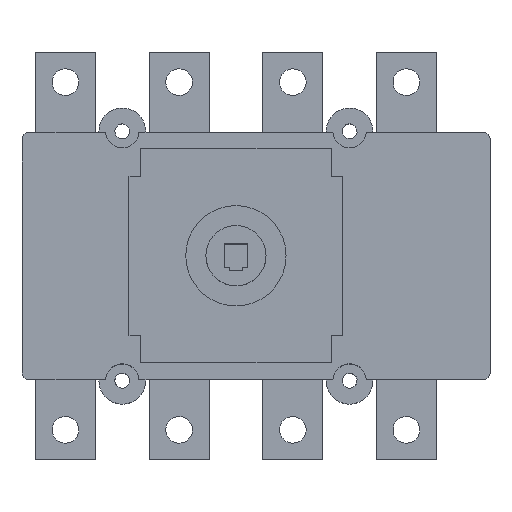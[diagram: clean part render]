
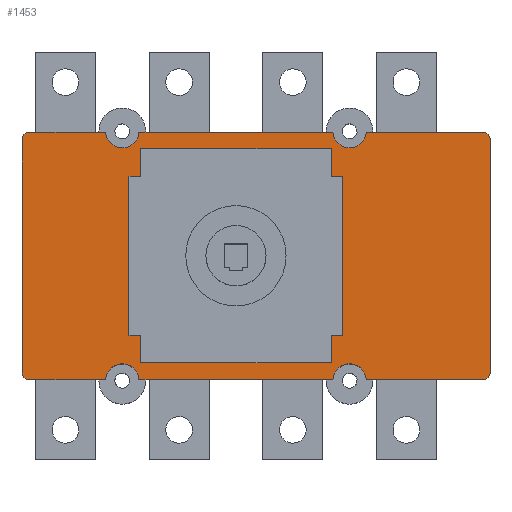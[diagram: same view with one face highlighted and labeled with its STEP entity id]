
A CAD part, top view. The second image highlights one B-rep face of the part: STEP entity #1453.
In plain terms, the highlighted planar face has unit normal (0, 0, 1).
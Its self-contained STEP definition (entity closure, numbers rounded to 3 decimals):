
#82=PLANE($,#2547);
#124=FACE_BOUND($,#355,.T.);
#221=FACE_OUTER_BOUND($,#354,.T.);
#354=EDGE_LOOP($,(#1155,#1156,#1157,#1158,#1159,#1160,#1161,#1162,#1163,
#1164,#1165,#1166,#1167,#1168,#1169,#1170));
#355=EDGE_LOOP($,(#1171,#1172,#1173,#1174,#1175,#1176,#1177,#1178,#1179,
#1180,#1181,#1182));
#505=VERTEX_POINT($,#4112);
#506=VERTEX_POINT($,#4114);
#508=VERTEX_POINT($,#4120);
#510=VERTEX_POINT($,#4126);
#512=VERTEX_POINT($,#4132);
#514=VERTEX_POINT($,#4138);
#516=VERTEX_POINT($,#4144);
#518=VERTEX_POINT($,#4150);
#520=VERTEX_POINT($,#4156);
#522=VERTEX_POINT($,#4162);
#524=VERTEX_POINT($,#4168);
#526=VERTEX_POINT($,#4174);
#527=VERTEX_POINT($,#4182);
#528=VERTEX_POINT($,#4183);
#531=VERTEX_POINT($,#4191);
#533=VERTEX_POINT($,#4197);
#534=VERTEX_POINT($,#4199);
#535=VERTEX_POINT($,#4201);
#536=VERTEX_POINT($,#4203);
#537=VERTEX_POINT($,#4205);
#538=VERTEX_POINT($,#4207);
#539=VERTEX_POINT($,#4209);
#540=VERTEX_POINT($,#4211);
#541=VERTEX_POINT($,#4213);
#542=VERTEX_POINT($,#4215);
#543=VERTEX_POINT($,#4217);
#544=VERTEX_POINT($,#4219);
#545=VERTEX_POINT($,#4221);
#725=EDGE_CURVE($,#506,#505,#1757,.T.);
#729=EDGE_CURVE($,#505,#508,#1761,.T.);
#732=EDGE_CURVE($,#508,#510,#1764,.T.);
#735=EDGE_CURVE($,#510,#512,#1767,.T.);
#738=EDGE_CURVE($,#512,#514,#1770,.T.);
#741=EDGE_CURVE($,#514,#516,#1773,.T.);
#744=EDGE_CURVE($,#516,#518,#1776,.T.);
#747=EDGE_CURVE($,#518,#520,#1779,.T.);
#750=EDGE_CURVE($,#520,#522,#1782,.T.);
#753=EDGE_CURVE($,#522,#524,#1785,.T.);
#756=EDGE_CURVE($,#524,#526,#1788,.T.);
#758=EDGE_CURVE($,#526,#506,#1790,.T.);
#759=EDGE_CURVE($,#527,#528,#2401,.T.);
#763=EDGE_CURVE($,#528,#531,#1793,.T.);
#766=EDGE_CURVE($,#533,#527,#1796,.T.);
#767=EDGE_CURVE($,#533,#534,#2403,.T.);
#768=EDGE_CURVE($,#535,#534,#1797,.T.);
#769=EDGE_CURVE($,#535,#536,#2404,.T.);
#770=EDGE_CURVE($,#537,#536,#1798,.T.);
#771=EDGE_CURVE($,#538,#537,#2405,.T.);
#772=EDGE_CURVE($,#539,#538,#1799,.T.);
#773=EDGE_CURVE($,#540,#539,#2406,.T.);
#774=EDGE_CURVE($,#541,#540,#1800,.T.);
#775=EDGE_CURVE($,#541,#542,#2407,.T.);
#776=EDGE_CURVE($,#543,#542,#1801,.T.);
#777=EDGE_CURVE($,#543,#544,#2408,.T.);
#778=EDGE_CURVE($,#545,#544,#1802,.T.);
#779=EDGE_CURVE($,#531,#545,#2409,.T.);
#1155=ORIENTED_EDGE($,*,*,#759,.F.);
#1156=ORIENTED_EDGE($,*,*,#766,.F.);
#1157=ORIENTED_EDGE($,*,*,#767,.T.);
#1158=ORIENTED_EDGE($,*,*,#768,.F.);
#1159=ORIENTED_EDGE($,*,*,#769,.T.);
#1160=ORIENTED_EDGE($,*,*,#770,.F.);
#1161=ORIENTED_EDGE($,*,*,#771,.F.);
#1162=ORIENTED_EDGE($,*,*,#772,.F.);
#1163=ORIENTED_EDGE($,*,*,#773,.F.);
#1164=ORIENTED_EDGE($,*,*,#774,.F.);
#1165=ORIENTED_EDGE($,*,*,#775,.T.);
#1166=ORIENTED_EDGE($,*,*,#776,.F.);
#1167=ORIENTED_EDGE($,*,*,#777,.T.);
#1168=ORIENTED_EDGE($,*,*,#778,.F.);
#1169=ORIENTED_EDGE($,*,*,#779,.F.);
#1170=ORIENTED_EDGE($,*,*,#763,.F.);
#1171=ORIENTED_EDGE($,*,*,#725,.T.);
#1172=ORIENTED_EDGE($,*,*,#729,.T.);
#1173=ORIENTED_EDGE($,*,*,#732,.T.);
#1174=ORIENTED_EDGE($,*,*,#735,.T.);
#1175=ORIENTED_EDGE($,*,*,#738,.T.);
#1176=ORIENTED_EDGE($,*,*,#741,.T.);
#1177=ORIENTED_EDGE($,*,*,#744,.T.);
#1178=ORIENTED_EDGE($,*,*,#747,.T.);
#1179=ORIENTED_EDGE($,*,*,#750,.T.);
#1180=ORIENTED_EDGE($,*,*,#753,.T.);
#1181=ORIENTED_EDGE($,*,*,#756,.T.);
#1182=ORIENTED_EDGE($,*,*,#758,.T.);
#1453=ADVANCED_FACE($,(#221,#124),#82,.T.);
#1757=LINE($,#4115,#2113);
#1761=LINE($,#4122,#2117);
#1764=LINE($,#4128,#2120);
#1767=LINE($,#4134,#2123);
#1770=LINE($,#4140,#2126);
#1773=LINE($,#4146,#2129);
#1776=LINE($,#4152,#2132);
#1779=LINE($,#4158,#2135);
#1782=LINE($,#4164,#2138);
#1785=LINE($,#4170,#2141);
#1788=LINE($,#4176,#2144);
#1790=LINE($,#4179,#2146);
#1793=LINE($,#4192,#2149);
#1796=LINE($,#4198,#2152);
#1797=LINE($,#4202,#2153);
#1798=LINE($,#4206,#2154);
#1799=LINE($,#4210,#2155);
#1800=LINE($,#4214,#2156);
#1801=LINE($,#4218,#2157);
#1802=LINE($,#4222,#2158);
#2113=VECTOR($,#3075,8.2);
#2117=VECTOR($,#3081,3.5);
#2120=VECTOR($,#3086,47.6);
#2123=VECTOR($,#3091,3.5);
#2126=VECTOR($,#3096,8.2);
#2129=VECTOR($,#3101,57.);
#2132=VECTOR($,#3106,8.2);
#2135=VECTOR($,#3111,3.5);
#2138=VECTOR($,#3116,47.6);
#2141=VECTOR($,#3121,3.5);
#2144=VECTOR($,#3126,8.2);
#2146=VECTOR($,#3130,57.);
#2149=VECTOR($,#3143,70.);
#2152=VECTOR($,#3148,35.009);
#2153=VECTOR($,#3151,58.018);
#2154=VECTOR($,#3154,23.009);
#2155=VECTOR($,#3157,70.);
#2156=VECTOR($,#3160,23.009);
#2157=VECTOR($,#3163,58.018);
#2158=VECTOR($,#3166,35.009);
#2401=CIRCLE($,#2544,2.);
#2403=CIRCLE($,#2548,5.);
#2404=CIRCLE($,#2549,5.);
#2405=CIRCLE($,#2550,2.);
#2406=CIRCLE($,#2551,2.);
#2407=CIRCLE($,#2552,5.);
#2408=CIRCLE($,#2553,5.);
#2409=CIRCLE($,#2554,2.);
#2544=AXIS2_PLACEMENT_3D($,#4184,#3135,#3136);
#2547=AXIS2_PLACEMENT_3D($,#4196,#3146,#3147);
#2548=AXIS2_PLACEMENT_3D($,#4200,#3149,#3150);
#2549=AXIS2_PLACEMENT_3D($,#4204,#3152,#3153);
#2550=AXIS2_PLACEMENT_3D($,#4208,#3155,#3156);
#2551=AXIS2_PLACEMENT_3D($,#4212,#3158,#3159);
#2552=AXIS2_PLACEMENT_3D($,#4216,#3161,#3162);
#2553=AXIS2_PLACEMENT_3D($,#4220,#3164,#3165);
#2554=AXIS2_PLACEMENT_3D($,#4223,#3167,#3168);
#3075=DIRECTION($,(0.,-1.,0.));
#3081=DIRECTION($,(1.,0.,0.));
#3086=DIRECTION($,(0.,-1.,0.));
#3091=DIRECTION($,(-1.,0.,0.));
#3096=DIRECTION($,(0.,-1.,0.));
#3101=DIRECTION($,(-1.,0.,0.));
#3106=DIRECTION($,(0.,1.,0.));
#3111=DIRECTION($,(-1.,0.,0.));
#3116=DIRECTION($,(0.,1.,0.));
#3121=DIRECTION($,(1.,0.,0.));
#3126=DIRECTION($,(0.,1.,0.));
#3130=DIRECTION($,(1.,0.,0.));
#3135=DIRECTION('center_axis',(0.,0.,-1.));
#3136=DIRECTION('ref_axis',(0.707,0.707,0.));
#3143=DIRECTION($,(0.,-1.,0.));
#3146=DIRECTION('center_axis',(0.,0.,1.));
#3147=DIRECTION('ref_axis',(1.,0.,0.));
#3148=DIRECTION($,(1.,0.,0.));
#3149=DIRECTION('center_axis',(0.,0.,-1.));
#3150=DIRECTION('ref_axis',(-0.998,-0.06,0.));
#3151=DIRECTION($,(1.,0.,0.));
#3152=DIRECTION('center_axis',(0.,0.,-1.));
#3153=DIRECTION('ref_axis',(-0.998,-0.06,0.));
#3154=DIRECTION($,(1.,0.,0.));
#3155=DIRECTION('center_axis',(0.,0.,-1.));
#3156=DIRECTION('ref_axis',(-0.707,0.707,0.));
#3157=DIRECTION($,(0.,1.,0.));
#3158=DIRECTION('center_axis',(0.,0.,-1.));
#3159=DIRECTION('ref_axis',(-0.707,-0.707,0.));
#3160=DIRECTION($,(-1.,0.,0.));
#3161=DIRECTION('center_axis',(0.,0.,-1.));
#3162=DIRECTION('ref_axis',(0.998,0.06,0.));
#3163=DIRECTION($,(-1.,0.,0.));
#3164=DIRECTION('center_axis',(0.,0.,-1.));
#3165=DIRECTION('ref_axis',(0.998,0.06,0.));
#3166=DIRECTION($,(-1.,0.,0.));
#3167=DIRECTION('center_axis',(0.,0.,-1.));
#3168=DIRECTION('ref_axis',(0.707,-0.707,0.));
#4112=CARTESIAN_POINT('',(92.5,23.8,38.5));
#4114=CARTESIAN_POINT('',(92.5,32.,38.5));
#4115=CARTESIAN_POINT($,(92.5,16.,38.5));
#4120=CARTESIAN_POINT('',(96.,23.8,38.5));
#4122=CARTESIAN_POINT($,(81.25,23.8,38.5));
#4126=CARTESIAN_POINT('',(96.,-23.8,38.5));
#4128=CARTESIAN_POINT($,(96.,11.9,38.5));
#4132=CARTESIAN_POINT('',(92.5,-23.8,38.5));
#4134=CARTESIAN_POINT($,(83.,-23.8,38.5));
#4138=CARTESIAN_POINT('',(92.5,-32.,38.5));
#4140=CARTESIAN_POINT($,(92.5,-11.9,38.5));
#4144=CARTESIAN_POINT('',(35.5,-32.,38.5));
#4146=CARTESIAN_POINT($,(81.25,-32.,38.5));
#4150=CARTESIAN_POINT('',(35.5,-23.8,38.5));
#4152=CARTESIAN_POINT($,(35.5,-16.,38.5));
#4156=CARTESIAN_POINT('',(32.,-23.8,38.5));
#4158=CARTESIAN_POINT($,(52.75,-23.8,38.5));
#4162=CARTESIAN_POINT('',(32.,23.8,38.5));
#4164=CARTESIAN_POINT($,(32.,-11.9,38.5));
#4168=CARTESIAN_POINT('',(35.5,23.8,38.5));
#4170=CARTESIAN_POINT($,(51.,23.8,38.5));
#4174=CARTESIAN_POINT('',(35.5,32.,38.5));
#4176=CARTESIAN_POINT($,(35.5,11.9,38.5));
#4179=CARTESIAN_POINT($,(52.75,32.,38.5));
#4182=CARTESIAN_POINT('',(138.,37.,38.5));
#4183=CARTESIAN_POINT('',(140.,35.,38.5));
#4184=CARTESIAN_POINT('Origin',(138.,35.,38.5));
#4191=CARTESIAN_POINT('',(140.,-35.,38.5));
#4192=CARTESIAN_POINT($,(140.,-37.,38.5));
#4196=CARTESIAN_POINT('Origin',(70.,0.,38.5));
#4197=CARTESIAN_POINT('',(102.991,37.,38.5));
#4198=CARTESIAN_POINT($,(140.,37.,38.5));
#4199=CARTESIAN_POINT('',(93.009,37.,38.5));
#4200=CARTESIAN_POINT('Origin',(98.,37.3,38.5));
#4201=CARTESIAN_POINT('',(34.991,37.,38.5));
#4202=CARTESIAN_POINT($,(140.,37.,38.5));
#4203=CARTESIAN_POINT('',(25.009,37.,38.5));
#4204=CARTESIAN_POINT('Origin',(30.,37.3,38.5));
#4205=CARTESIAN_POINT('',(2.,37.,38.5));
#4206=CARTESIAN_POINT($,(140.,37.,38.5));
#4207=CARTESIAN_POINT('',(0.,35.,38.5));
#4208=CARTESIAN_POINT('Origin',(2.,35.,38.5));
#4209=CARTESIAN_POINT('',(0.,-35.,38.5));
#4210=CARTESIAN_POINT($,(0.,37.,38.5));
#4211=CARTESIAN_POINT('',(2.,-37.,38.5));
#4212=CARTESIAN_POINT('Origin',(2.,-35.,38.5));
#4213=CARTESIAN_POINT('',(25.009,-37.,38.5));
#4214=CARTESIAN_POINT($,(0.,-37.,38.5));
#4215=CARTESIAN_POINT('',(34.991,-37.,38.5));
#4216=CARTESIAN_POINT('Origin',(30.,-37.3,38.5));
#4217=CARTESIAN_POINT('',(93.009,-37.,38.5));
#4218=CARTESIAN_POINT($,(0.,-37.,38.5));
#4219=CARTESIAN_POINT('',(102.991,-37.,38.5));
#4220=CARTESIAN_POINT('Origin',(98.,-37.3,38.5));
#4221=CARTESIAN_POINT('',(138.,-37.,38.5));
#4222=CARTESIAN_POINT($,(0.,-37.,38.5));
#4223=CARTESIAN_POINT('Origin',(138.,-35.,38.5));
